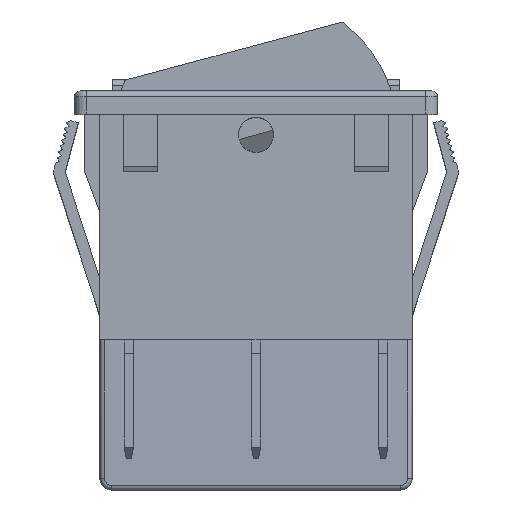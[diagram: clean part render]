
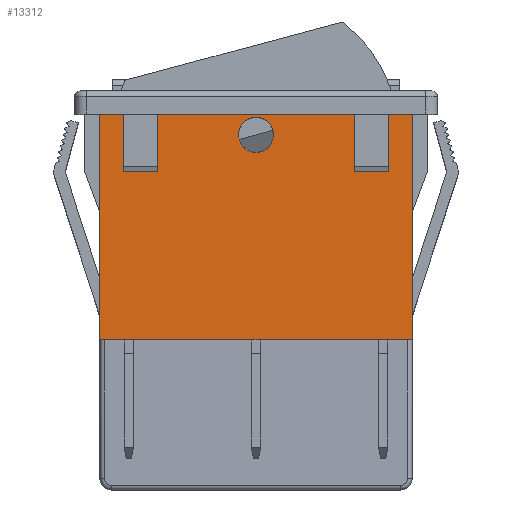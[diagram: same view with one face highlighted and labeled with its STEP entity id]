
A CAD part, top view. The second image highlights one B-rep face of the part: STEP entity #13312.
In plain terms, the highlighted planar face has unit normal (0, 0, 1).
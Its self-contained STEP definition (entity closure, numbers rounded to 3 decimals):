
#29 = DIRECTION ( 'NONE',  ( 0., -1., 0. ) ) ;
#200 = VECTOR ( 'NONE', #6825, 1000. ) ;
#353 = LINE ( 'NONE', #7293, #11469 ) ;
#410 = LINE ( 'NONE', #4613, #9165 ) ;
#510 = VECTOR ( 'NONE', #2801, 1000. ) ;
#839 = EDGE_CURVE ( 'NONE', #12865, #6327, #4490, .T. ) ;
#948 = EDGE_CURVE ( 'NONE', #9272, #12616, #7347, .T. ) ;
#1192 = ORIENTED_EDGE ( 'NONE', *, *, #7029, .T. ) ;
#1378 = ORIENTED_EDGE ( 'NONE', *, *, #3608, .T. ) ;
#1816 = ORIENTED_EDGE ( 'NONE', *, *, #6458, .F. ) ;
#1863 = CARTESIAN_POINT ( 'NONE',  ( 8.5, 1.8, 18.45 ) ) ;
#2012 = CARTESIAN_POINT ( 'NONE',  ( 0., 0., 18.45 ) ) ;
#2071 = LINE ( 'NONE', #5788, #200 ) ;
#2214 = ORIENTED_EDGE ( 'NONE', *, *, #4462, .F. ) ;
#2680 = CARTESIAN_POINT ( 'NONE',  ( 8.5, -3.2, 18.45 ) ) ;
#2797 = EDGE_CURVE ( 'NONE', #10803, #10234, #6960, .T. ) ;
#2801 = DIRECTION ( 'NONE',  ( 0., -1., 0. ) ) ;
#3009 = VECTOR ( 'NONE', #7458, 1000. ) ;
#3113 = CARTESIAN_POINT ( 'NONE',  ( -11.5, -3.2, 18.45 ) ) ;
#3180 = VERTEX_POINT ( 'NONE', #11909 ) ;
#3205 = EDGE_CURVE ( 'NONE', #7991, #3180, #2071, .T. ) ;
#3509 = VERTEX_POINT ( 'NONE', #5124 ) ;
#3608 = EDGE_CURVE ( 'NONE', #12255, #10234, #6619, .T. ) ;
#3660 = CARTESIAN_POINT ( 'NONE',  ( -13.5, 1.8, 18.45 ) ) ;
#3877 = CARTESIAN_POINT ( 'NONE',  ( 0., 0., 18.45 ) ) ;
#4110 = VECTOR ( 'NONE', #29, 1000. ) ;
#4149 = VECTOR ( 'NONE', #11512, 1000. ) ;
#4179 = CARTESIAN_POINT ( 'NONE',  ( 13.5, 3.8, 18.45 ) ) ;
#4242 = DIRECTION ( 'NONE',  ( 1., 0., 0. ) ) ;
#4322 = ORIENTED_EDGE ( 'NONE', *, *, #8188, .T. ) ;
#4462 = EDGE_CURVE ( 'NONE', #12865, #9514, #353, .T. ) ;
#4490 = LINE ( 'NONE', #8355, #4149 ) ;
#4523 = LINE ( 'NONE', #13861, #8737 ) ;
#4613 = CARTESIAN_POINT ( 'NONE',  ( 0., 1.8, 18.45 ) ) ;
#4822 = LINE ( 'NONE', #4830, #13075 ) ;
#4830 = CARTESIAN_POINT ( 'NONE',  ( -13.5, 3.8, 18.45 ) ) ;
#5124 = CARTESIAN_POINT ( 'NONE',  ( 1.525, 0., 18.45 ) ) ;
#5424 = VECTOR ( 'NONE', #4242, 1000. ) ;
#5537 = CIRCLE ( 'NONE', #8115, 1.525 ) ;
#5685 = DIRECTION ( 'NONE',  ( -1., 0., 0. ) ) ;
#5788 = CARTESIAN_POINT ( 'NONE',  ( -8.5, 0., 18.45 ) ) ;
#5827 = CARTESIAN_POINT ( 'NONE',  ( -8.5, 1.8, 18.45 ) ) ;
#5843 = CARTESIAN_POINT ( 'NONE',  ( 13.5, -17.7, 18.45 ) ) ;
#5859 = VERTEX_POINT ( 'NONE', #9247 ) ;
#6184 = PLANE ( 'NONE',  #13791 ) ;
#6327 = VERTEX_POINT ( 'NONE', #2680 ) ;
#6330 = CARTESIAN_POINT ( 'NONE',  ( 0., 1.8, 18.45 ) ) ;
#6458 = EDGE_CURVE ( 'NONE', #3509, #3509, #5537, .T. ) ;
#6619 = LINE ( 'NONE', #10705, #5424 ) ;
#6649 = ORIENTED_EDGE ( 'NONE', *, *, #8956, .T. ) ;
#6825 = DIRECTION ( 'NONE',  ( 0., -1., 0. ) ) ;
#6844 = VECTOR ( 'NONE', #10505, 1000. ) ;
#6960 = LINE ( 'NONE', #4179, #4110 ) ;
#6993 = EDGE_CURVE ( 'NONE', #12448, #3180, #4523, .T. ) ;
#7029 = EDGE_CURVE ( 'NONE', #10803, #9514, #7216, .T. ) ;
#7164 = ORIENTED_EDGE ( 'NONE', *, *, #3205, .T. ) ;
#7216 = LINE ( 'NONE', #6330, #3009 ) ;
#7293 = CARTESIAN_POINT ( 'NONE',  ( 11.5, 1.8, 18.45 ) ) ;
#7347 = LINE ( 'NONE', #12533, #12226 ) ;
#7363 = ORIENTED_EDGE ( 'NONE', *, *, #2797, .F. ) ;
#7420 = DIRECTION ( 'NONE',  ( 1., 0., 0. ) ) ;
#7458 = DIRECTION ( 'NONE',  ( -1., 0., 0. ) ) ;
#7991 = VERTEX_POINT ( 'NONE', #5827 ) ;
#8088 = EDGE_CURVE ( 'NONE', #12616, #12255, #4822, .T. ) ;
#8115 = AXIS2_PLACEMENT_3D ( 'NONE', #2012, #10600, #7420 ) ;
#8125 = DIRECTION ( 'NONE',  ( 0., -1., 0. ) ) ;
#8151 = DIRECTION ( 'NONE',  ( 0., 0., 1. ) ) ;
#8188 = EDGE_CURVE ( 'NONE', #12448, #9272, #8697, .T. ) ;
#8247 = ORIENTED_EDGE ( 'NONE', *, *, #948, .T. ) ;
#8355 = CARTESIAN_POINT ( 'NONE',  ( 17.5, -3.2, 18.45 ) ) ;
#8386 = ORIENTED_EDGE ( 'NONE', *, *, #13291, .F. ) ;
#8697 = LINE ( 'NONE', #13685, #6844 ) ;
#8737 = VECTOR ( 'NONE', #13952, 1000. ) ;
#8956 = EDGE_CURVE ( 'NONE', #5859, #7991, #410, .T. ) ;
#9165 = VECTOR ( 'NONE', #5685, 1000. ) ;
#9215 = CARTESIAN_POINT ( 'NONE',  ( -13.5, -17.7, 18.45 ) ) ;
#9247 = CARTESIAN_POINT ( 'NONE',  ( 8.5, 1.8, 18.45 ) ) ;
#9272 = VERTEX_POINT ( 'NONE', #13546 ) ;
#9391 = DIRECTION ( 'NONE',  ( -1., 0., 0. ) ) ;
#9446 = CARTESIAN_POINT ( 'NONE',  ( 11.5, -3.2, 18.45 ) ) ;
#9514 = VERTEX_POINT ( 'NONE', #9715 ) ;
#9715 = CARTESIAN_POINT ( 'NONE',  ( 11.5, 1.8, 18.45 ) ) ;
#9762 = FACE_BOUND ( 'NONE', #13951, .T. ) ;
#10093 = LINE ( 'NONE', #1863, #510 ) ;
#10234 = VERTEX_POINT ( 'NONE', #5843 ) ;
#10343 = ORIENTED_EDGE ( 'NONE', *, *, #839, .T. ) ;
#10433 = DIRECTION ( 'NONE',  ( 0., 1., 0. ) ) ;
#10505 = DIRECTION ( 'NONE',  ( 0., 1., 0. ) ) ;
#10600 = DIRECTION ( 'NONE',  ( 0., 0., 1. ) ) ;
#10705 = CARTESIAN_POINT ( 'NONE',  ( -13.5, -17.7, 18.45 ) ) ;
#10803 = VERTEX_POINT ( 'NONE', #12087 ) ;
#10939 = EDGE_LOOP ( 'NONE', ( #2214, #10343, #8386, #6649, #7164, #11137, #4322, #8247, #12825, #1378, #7363, #1192 ) ) ;
#11137 = ORIENTED_EDGE ( 'NONE', *, *, #6993, .F. ) ;
#11469 = VECTOR ( 'NONE', #10433, 1000. ) ;
#11512 = DIRECTION ( 'NONE',  ( -1., 0., 0. ) ) ;
#11547 = DIRECTION ( 'NONE',  ( 1., 0., 0. ) ) ;
#11909 = CARTESIAN_POINT ( 'NONE',  ( -8.5, -3.2, 18.45 ) ) ;
#12087 = CARTESIAN_POINT ( 'NONE',  ( 13.5, 1.8, 18.45 ) ) ;
#12226 = VECTOR ( 'NONE', #9391, 1000. ) ;
#12255 = VERTEX_POINT ( 'NONE', #9215 ) ;
#12448 = VERTEX_POINT ( 'NONE', #3113 ) ;
#12533 = CARTESIAN_POINT ( 'NONE',  ( 0., 1.8, 18.45 ) ) ;
#12616 = VERTEX_POINT ( 'NONE', #3660 ) ;
#12825 = ORIENTED_EDGE ( 'NONE', *, *, #8088, .T. ) ;
#12865 = VERTEX_POINT ( 'NONE', #9446 ) ;
#13075 = VECTOR ( 'NONE', #8125, 1000. ) ;
#13291 = EDGE_CURVE ( 'NONE', #5859, #6327, #10093, .T. ) ;
#13312 = ADVANCED_FACE ( 'NONE', ( #9762, #13317 ), #6184, .T. ) ;
#13317 = FACE_OUTER_BOUND ( 'NONE', #10939, .T. ) ;
#13546 = CARTESIAN_POINT ( 'NONE',  ( -11.5, 1.8, 18.45 ) ) ;
#13685 = CARTESIAN_POINT ( 'NONE',  ( -11.5, 0., 18.45 ) ) ;
#13791 = AXIS2_PLACEMENT_3D ( 'NONE', #3877, #8151, #11547 ) ;
#13861 = CARTESIAN_POINT ( 'NONE',  ( -17.5, -3.2, 18.45 ) ) ;
#13951 = EDGE_LOOP ( 'NONE', ( #1816 ) ) ;
#13952 = DIRECTION ( 'NONE',  ( 1., 0., 0. ) ) ;
